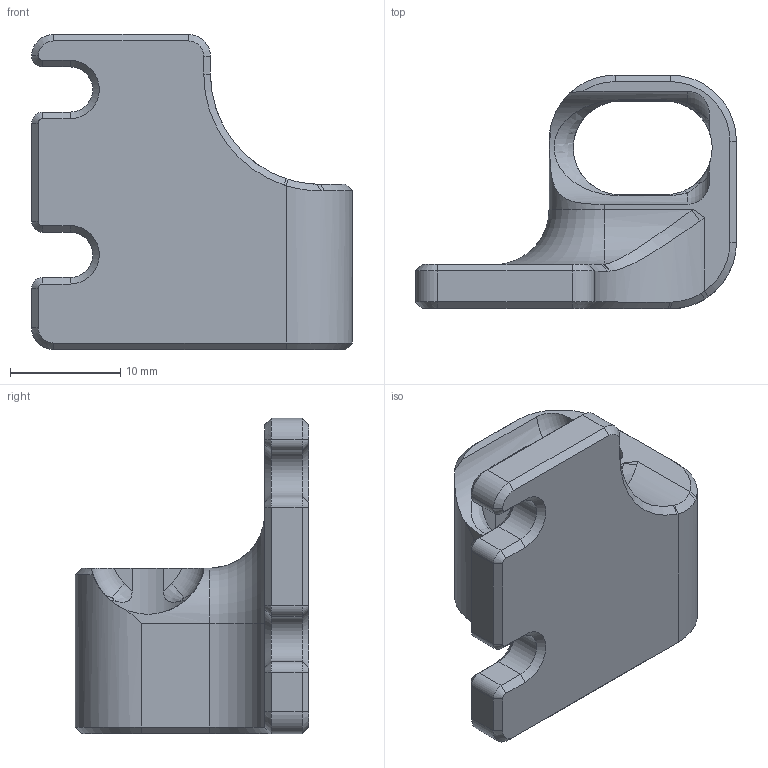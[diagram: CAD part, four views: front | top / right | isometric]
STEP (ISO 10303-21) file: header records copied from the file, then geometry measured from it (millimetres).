
FILE_DESCRIPTION(/* description */ ('','CAx-IF Rec.Pracs.---Representation and Presentation of Product Manufacturing Information (PMI)---4.0---2014-10-13'),/* implementation_level */ '2;1');
FILE_NAME(/* name */ 'Strain Relief - Adafruit 20v USBC 90 Degree.step',/* time_stamp */ '2024-12-23T03:09:59-05:00',/* author */ (''),/* organization */ (''),/* preprocessor_version */ 'ST-DEVELOPER v20',/* originating_system */ 'Autodesk Translation Framework v13.20.0.188',/* authorisation */ '');
FILE_SCHEMA (('AP242_MANAGED_MODEL_BASED_3D_ENGINEERING_MIM_LF { 1 0 10303 442 1 1 4 }'));
Length unit declared in the file: millimetre
Products named in the file (1): Strain Relief - Adafruit 20v USBC 90 Degree
Bounding box: 29.11 x 21.2 x 28.6 mm (x, y, z)
Volume: 5121.2 mm3; surface area: 2826.5 mm2
Topology: 1 solids, 1 shells, 113 faces, 270 edges, 158 vertices
Faces by surface type: plane 44, cone 29, cylinder 21, bspline 16, torus 3
Entity records: 3869 total; most frequent: CARTESIAN_POINT 1300, ORIENTED_EDGE 540, DIRECTION 504, EDGE_CURVE 270, AXIS2_PLACEMENT_3D 175, VERTEX_POINT 158, LINE 154, VECTOR 154
